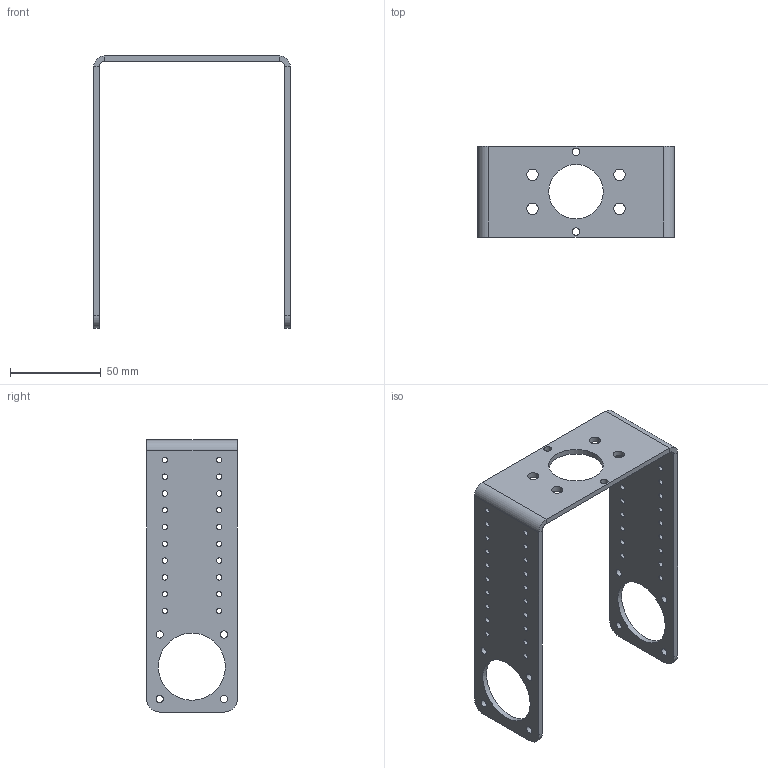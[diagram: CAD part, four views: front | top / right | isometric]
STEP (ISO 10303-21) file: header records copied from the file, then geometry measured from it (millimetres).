
FILE_DESCRIPTION(/* description */ (''),/* implementation_level */ '2;1');
FILE_NAME(/* name */ 'Ramie 10m v27.step',/* time_stamp */ '2024-05-28T16:32:48+02:00',/* author */ (''),/* organization */ (''),/* preprocessor_version */ 'ST-DEVELOPER v20',/* originating_system */ 'Autodesk Translation Framework v13.14.0.145',/* authorisation */ '');
FILE_SCHEMA (('AUTOMOTIVE_DESIGN { 1 0 10303 214 3 1 1 }'));
Length unit declared in the file: millimetre
Products named in the file (1): Ramie 10m
Bounding box: 108.34 x 50 x 150 mm (x, y, z)
Volume: 49479 mm3; surface area: 38366.5 mm2
Topology: 1 solids, 1 shells, 83 faces, 227 edges, 146 vertices
Faces by surface type: cylinder 65, plane 18
Full cylindrical faces by diameter (mm): 3 x40, 4 x8, 4.2 x2, 6.2 x4, 30 x1, 37 x2
Entity records: 2951 total; most frequent: DIRECTION 525, CARTESIAN_POINT 457, ORIENTED_EDGE 454, EDGE_CURVE 227, AXIS2_PLACEMENT_3D 214, EDGE_LOOP 197, VERTEX_POINT 146, CIRCLE 130
